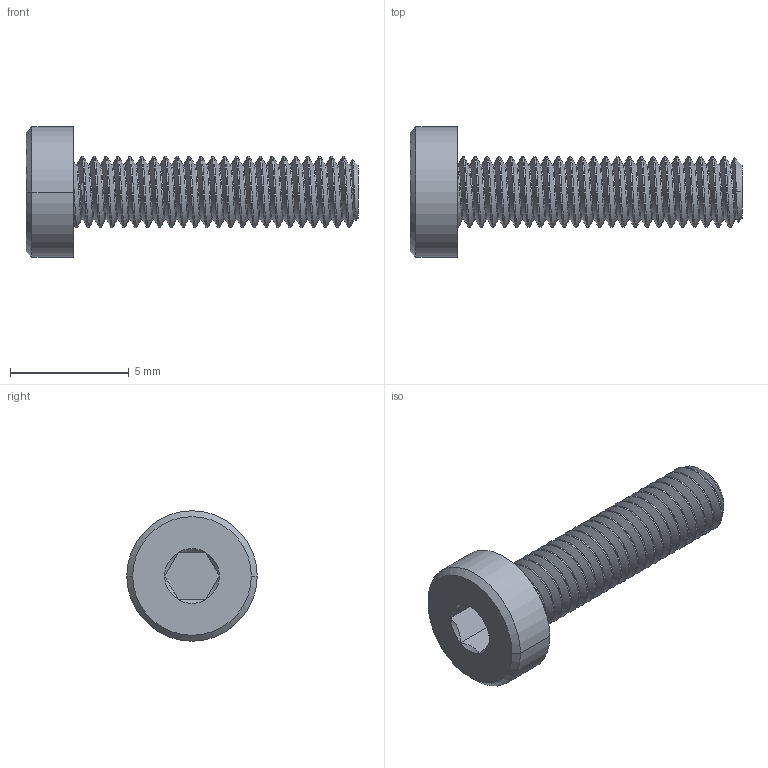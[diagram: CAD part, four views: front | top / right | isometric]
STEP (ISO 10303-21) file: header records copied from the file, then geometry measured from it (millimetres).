
FILE_DESCRIPTION (( 'STEP AP203' ), '1' );
FILE_NAME ('93070A070_Alloy Steel Low-Profile Socket Head Screw.STEP', '2021-07-11T08:43:28', ( 'Administrator' ), ( 'Managed by Terraform' ), 'SwSTEP 2.0', 'SolidWorks 2017', '' );
FILE_SCHEMA (( 'CONFIG_CONTROL_DESIGN' ));
Length unit declared in the file: millimetre
Products named in the file (1): 93070A070_Alloy Steel Low-Profile Socket Head Screw
Bounding box: 14 x 5.5 x 5.5 mm (x, y, z)
Volume: 109.1 mm3; surface area: 264.2 mm2
Topology: 1 solids, 1 shells, 74 faces, 195 edges, 125 vertices
Faces by surface type: cylinder 50, cone 11, plane 10, bspline 3
Entity records: 5236 total; most frequent: CARTESIAN_POINT 3651, ORIENTED_EDGE 390, DIRECTION 244, EDGE_CURVE 195, VERTEX_POINT 125, AXIS2_PLACEMENT_3D 89, EDGE_LOOP 76, ADVANCED_FACE 74
